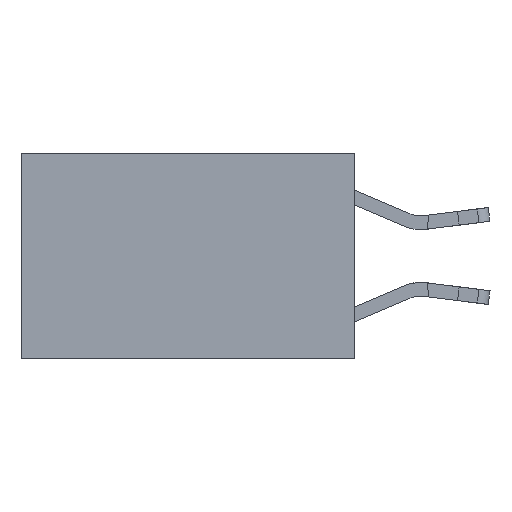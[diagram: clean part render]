
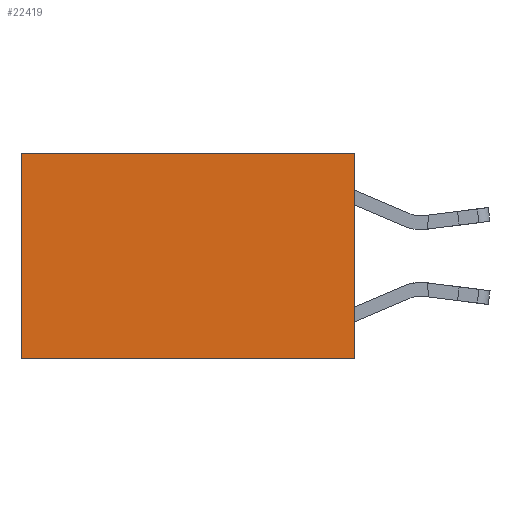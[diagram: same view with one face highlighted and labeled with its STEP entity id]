
A CAD part, left-side view. The second image highlights one B-rep face of the part: STEP entity #22419.
In plain terms, the highlighted planar face has unit normal (-1, 0, 0).
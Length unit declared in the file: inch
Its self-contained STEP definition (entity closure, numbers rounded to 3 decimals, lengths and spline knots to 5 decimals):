
#354 = VECTOR ( 'NONE', #24079, 39.37008 ) ;
#2149 = VERTEX_POINT ( 'NONE', #17555 ) ;
#4055 = DIRECTION ( 'NONE',  ( 1., 0., 0. ) ) ;
#4353 = AXIS2_PLACEMENT_3D ( 'NONE', #15671, #4055, #20290 ) ;
#4861 = EDGE_CURVE ( 'NONE', #21334, #2149, #16534, .T. ) ;
#4967 = VERTEX_POINT ( 'NONE', #22075 ) ;
#5437 = DIRECTION ( 'NONE',  ( 0., 1., 0. ) ) ;
#5473 = ORIENTED_EDGE ( 'NONE', *, *, #16228, .T. ) ;
#7370 = LINE ( 'NONE', #10244, #354 ) ;
#7437 = FACE_OUTER_BOUND ( 'NONE', #26785, .T. ) ;
#7608 = EDGE_CURVE ( 'NONE', #4967, #18753, #20293, .T. ) ;
#7821 = ORIENTED_EDGE ( 'NONE', *, *, #7608, .F. ) ;
#9644 = VECTOR ( 'NONE', #5437, 39.37008 ) ;
#10244 = CARTESIAN_POINT ( 'NONE',  ( 0.2625, 0.6, 0. ) ) ;
#12886 = ORIENTED_EDGE ( 'NONE', *, *, #26397, .F. ) ;
#13248 = CARTESIAN_POINT ( 'NONE',  ( 0.2625, 0., -0.37 ) ) ;
#13680 = CARTESIAN_POINT ( 'NONE',  ( 0.2625, 0., 0. ) ) ;
#14165 = VECTOR ( 'NONE', #24844, 39.37008 ) ;
#15671 = CARTESIAN_POINT ( 'NONE',  ( 0.2625, 0., 0. ) ) ;
#16228 = EDGE_CURVE ( 'NONE', #2149, #18753, #7370, .T. ) ;
#16534 = LINE ( 'NONE', #19335, #9644 ) ;
#17555 = CARTESIAN_POINT ( 'NONE',  ( 0.2625, 0.6, 0. ) ) ;
#17976 = PLANE ( 'NONE',  #4353 ) ;
#18753 = VERTEX_POINT ( 'NONE', #18977 ) ;
#18977 = CARTESIAN_POINT ( 'NONE',  ( 0.2625, 0.6, -0.37 ) ) ;
#19335 = CARTESIAN_POINT ( 'NONE',  ( 0.2625, 0., 0. ) ) ;
#19834 = CARTESIAN_POINT ( 'NONE',  ( 0.2625, 0., 0. ) ) ;
#20064 = ORIENTED_EDGE ( 'NONE', *, *, #4861, .T. ) ;
#20290 = DIRECTION ( 'NONE',  ( 0., 0., -1. ) ) ;
#20293 = LINE ( 'NONE', #13248, #14165 ) ;
#21334 = VERTEX_POINT ( 'NONE', #13680 ) ;
#21805 = VECTOR ( 'NONE', #22159, 39.37008 ) ;
#22075 = CARTESIAN_POINT ( 'NONE',  ( 0.2625, 0., -0.37 ) ) ;
#22159 = DIRECTION ( 'NONE',  ( 0., 0., -1. ) ) ;
#22419 = ADVANCED_FACE ( 'NONE', ( #7437 ), #17976, .F. ) ;
#24079 = DIRECTION ( 'NONE',  ( 0., 0., -1. ) ) ;
#24844 = DIRECTION ( 'NONE',  ( 0., 1., 0. ) ) ;
#26397 = EDGE_CURVE ( 'NONE', #21334, #4967, #28661, .T. ) ;
#26785 = EDGE_LOOP ( 'NONE', ( #5473, #7821, #12886, #20064 ) ) ;
#28661 = LINE ( 'NONE', #19834, #21805 ) ;
